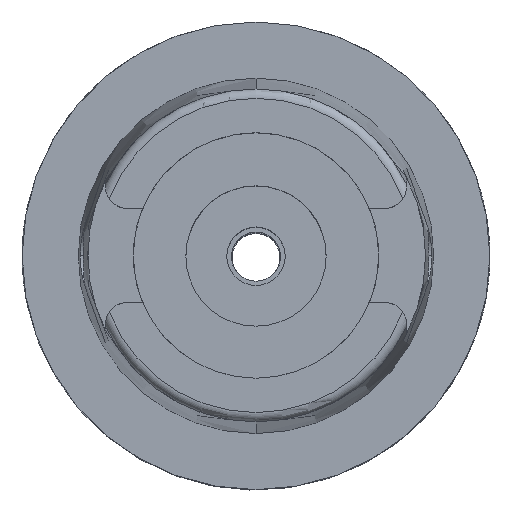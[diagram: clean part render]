
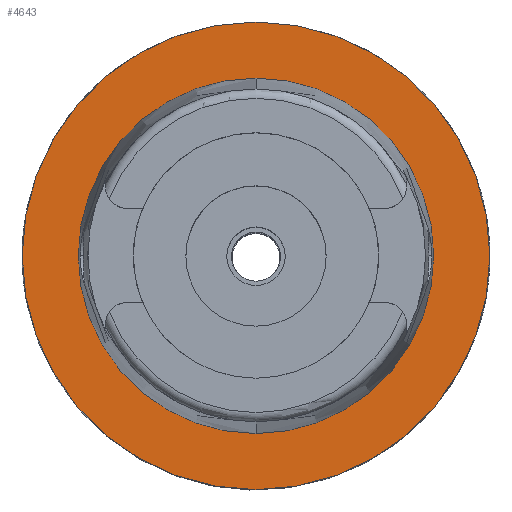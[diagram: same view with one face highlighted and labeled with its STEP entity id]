
A CAD part, top view. The second image highlights one B-rep face of the part: STEP entity #4643.
In plain terms, the highlighted planar face has unit normal (0, 0, 1).
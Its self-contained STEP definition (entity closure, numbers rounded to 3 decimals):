
#28 = EDGE_CURVE ( 'NONE', #5022, #1922, #133, .T. ) ;
#133 = CIRCLE ( 'NONE', #1766, 20. ) ;
#250 = CARTESIAN_POINT ( 'NONE',  ( 0., 0., 0. ) ) ;
#252 = CARTESIAN_POINT ( 'NONE',  ( 0., 0., 0. ) ) ;
#657 = CIRCLE ( 'NONE', #1864, 15.2 ) ;
#726 = DIRECTION ( 'NONE',  ( 0., -1., 0. ) ) ;
#1059 = DIRECTION ( 'NONE',  ( 0., 1., 0. ) ) ;
#1282 = AXIS2_PLACEMENT_3D ( 'NONE', #252, #4822, #1871 ) ;
#1531 = AXIS2_PLACEMENT_3D ( 'NONE', #250, #1897, #4718 ) ;
#1716 = ORIENTED_EDGE ( 'NONE', *, *, #3228, .F. ) ;
#1766 = AXIS2_PLACEMENT_3D ( 'NONE', #5270, #2765, #726 ) ;
#1864 = AXIS2_PLACEMENT_3D ( 'NONE', #1930, #3582, #2389 ) ;
#1871 = DIRECTION ( 'NONE',  ( 1., 0., 0. ) ) ;
#1890 = EDGE_CURVE ( 'NONE', #5277, #3396, #657, .T. ) ;
#1897 = DIRECTION ( 'NONE',  ( 0., 0., -1. ) ) ;
#1922 = VERTEX_POINT ( 'NONE', #4883 ) ;
#1930 = CARTESIAN_POINT ( 'NONE',  ( 0., 0., 0. ) ) ;
#1955 = AXIS2_PLACEMENT_3D ( 'NONE', #3086, #4726, #1059 ) ;
#2204 = EDGE_CURVE ( 'NONE', #3396, #5277, #3245, .T. ) ;
#2389 = DIRECTION ( 'NONE',  ( 0., -1., 0. ) ) ;
#2625 = CARTESIAN_POINT ( 'NONE',  ( 0., -15.2, 0. ) ) ;
#2635 = ORIENTED_EDGE ( 'NONE', *, *, #1890, .F. ) ;
#2765 = DIRECTION ( 'NONE',  ( 0., 0., -1. ) ) ;
#2771 = FACE_BOUND ( 'NONE', #5302, .T. ) ;
#2796 = EDGE_LOOP ( 'NONE', ( #1716, #3095 ) ) ;
#3086 = CARTESIAN_POINT ( 'NONE',  ( 0., 0., 0. ) ) ;
#3095 = ORIENTED_EDGE ( 'NONE', *, *, #28, .F. ) ;
#3228 = EDGE_CURVE ( 'NONE', #1922, #5022, #3770, .T. ) ;
#3245 = CIRCLE ( 'NONE', #1955, 15.2 ) ;
#3396 = VERTEX_POINT ( 'NONE', #4023 ) ;
#3582 = DIRECTION ( 'NONE',  ( 0., 0., 1. ) ) ;
#3770 = CIRCLE ( 'NONE', #1531, 20. ) ;
#4023 = CARTESIAN_POINT ( 'NONE',  ( 0., 15.2, 0. ) ) ;
#4070 = ORIENTED_EDGE ( 'NONE', *, *, #2204, .F. ) ;
#4434 = FACE_OUTER_BOUND ( 'NONE', #2796, .T. ) ;
#4643 = ADVANCED_FACE ( 'NONE', ( #4434, #2771 ), #4765, .T. ) ;
#4718 = DIRECTION ( 'NONE',  ( 0., 1., 0. ) ) ;
#4726 = DIRECTION ( 'NONE',  ( 0., 0., 1. ) ) ;
#4765 = PLANE ( 'NONE',  #1282 ) ;
#4822 = DIRECTION ( 'NONE',  ( 0., 0., 1. ) ) ;
#4883 = CARTESIAN_POINT ( 'NONE',  ( 0., 20., 0. ) ) ;
#5022 = VERTEX_POINT ( 'NONE', #5203 ) ;
#5203 = CARTESIAN_POINT ( 'NONE',  ( 0., -20., 0. ) ) ;
#5270 = CARTESIAN_POINT ( 'NONE',  ( 0., 0., 0. ) ) ;
#5277 = VERTEX_POINT ( 'NONE', #2625 ) ;
#5302 = EDGE_LOOP ( 'NONE', ( #4070, #2635 ) ) ;
